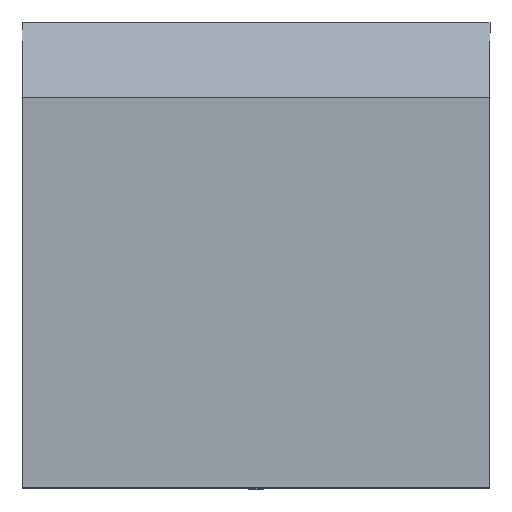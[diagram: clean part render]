
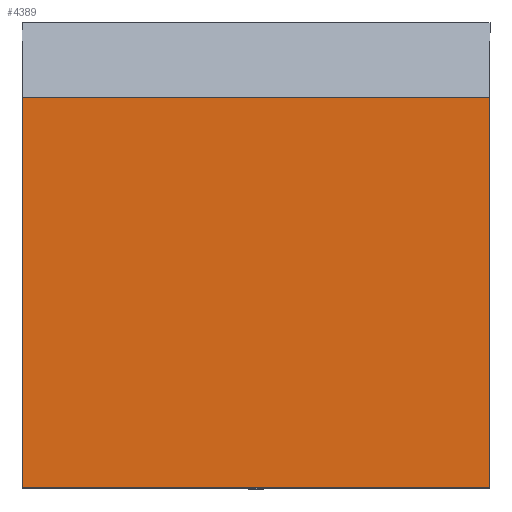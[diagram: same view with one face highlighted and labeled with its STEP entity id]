
A CAD part, top view. The second image highlights one B-rep face of the part: STEP entity #4389.
In plain terms, the highlighted face is planar.
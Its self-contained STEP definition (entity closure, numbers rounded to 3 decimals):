
#115 = ORIENTED_EDGE ( 'NONE', *, *, #709, .T. ) ;
#262 = DIRECTION ( 'NONE',  ( 0., 1., 0. ) ) ;
#408 = CARTESIAN_POINT ( 'NONE',  ( -96.5, 0., 230. ) ) ;
#709 = EDGE_CURVE ( 'NONE', #3561, #785, #3641, .T. ) ;
#736 = ORIENTED_EDGE ( 'NONE', *, *, #5808, .F. ) ;
#785 = VERTEX_POINT ( 'NONE', #4788 ) ;
#822 = DIRECTION ( 'NONE',  ( -1., 0., 0. ) ) ;
#926 = DIRECTION ( 'NONE',  ( 1., 0., 0. ) ) ;
#965 = VECTOR ( 'NONE', #926, 1000. ) ;
#1286 = EDGE_LOOP ( 'NONE', ( #3745, #115, #736, #5055 ) ) ;
#1338 = VECTOR ( 'NONE', #5705, 1000. ) ;
#1383 = CARTESIAN_POINT ( 'NONE',  ( -96.5, 0., -1.4 ) ) ;
#2075 = CARTESIAN_POINT ( 'NONE',  ( 96.5, 0., 230. ) ) ;
#2143 = FACE_OUTER_BOUND ( 'NONE', #1286, .T. ) ;
#2225 = LINE ( 'NONE', #408, #2945 ) ;
#2372 = CARTESIAN_POINT ( 'NONE',  ( -96.5, 0., -1.4 ) ) ;
#2745 = VECTOR ( 'NONE', #5858, 1000. ) ;
#2945 = VECTOR ( 'NONE', #5354, 1000. ) ;
#2963 = LINE ( 'NONE', #2075, #1338 ) ;
#3335 = VERTEX_POINT ( 'NONE', #5358 ) ;
#3487 = PLANE ( 'NONE',  #5079 ) ;
#3561 = VERTEX_POINT ( 'NONE', #2372 ) ;
#3641 = LINE ( 'NONE', #1383, #965 ) ;
#3745 = ORIENTED_EDGE ( 'NONE', *, *, #4543, .T. ) ;
#4042 = CARTESIAN_POINT ( 'NONE',  ( -96.5, 0., 230. ) ) ;
#4389 = ADVANCED_FACE ( 'NONE', ( #2143 ), #3487, .F. ) ;
#4482 = CARTESIAN_POINT ( 'NONE',  ( 96.5, 0., 230. ) ) ;
#4486 = LINE ( 'NONE', #4042, #2745 ) ;
#4543 = EDGE_CURVE ( 'NONE', #3335, #3561, #4486, .T. ) ;
#4788 = CARTESIAN_POINT ( 'NONE',  ( 96.5, 0., -1.4 ) ) ;
#5055 = ORIENTED_EDGE ( 'NONE', *, *, #5420, .F. ) ;
#5079 = AXIS2_PLACEMENT_3D ( 'NONE', #5797, #262, #822 ) ;
#5354 = DIRECTION ( 'NONE',  ( 1., 0., 0. ) ) ;
#5358 = CARTESIAN_POINT ( 'NONE',  ( -96.5, 0., 230. ) ) ;
#5420 = EDGE_CURVE ( 'NONE', #3335, #5434, #2225, .T. ) ;
#5434 = VERTEX_POINT ( 'NONE', #4482 ) ;
#5705 = DIRECTION ( 'NONE',  ( 0., 0., -1. ) ) ;
#5797 = CARTESIAN_POINT ( 'NONE',  ( -96.5, 0., 230. ) ) ;
#5808 = EDGE_CURVE ( 'NONE', #5434, #785, #2963, .T. ) ;
#5858 = DIRECTION ( 'NONE',  ( 0., 0., -1. ) ) ;
